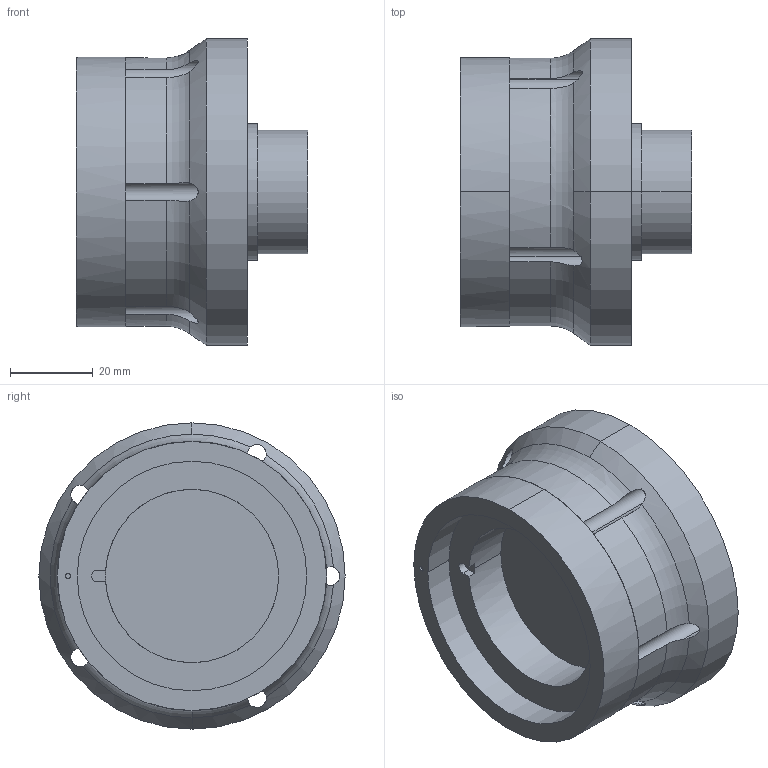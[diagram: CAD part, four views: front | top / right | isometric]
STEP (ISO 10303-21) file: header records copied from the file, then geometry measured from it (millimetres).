
FILE_DESCRIPTION (( 'STEP AP214' ), '1' );
FILE_NAME ('B4-Blackmagic.STEP', '2026-02-02T19:53:51', ( '' ), ( '' ), '', '', '' );
FILE_SCHEMA (( 'AUTOMOTIVE_DESIGN' ));
Length unit declared in the file: millimetre
Products named in the file (1): B4-Blackmagic
Bounding box: 56 x 74.2 x 74.2 mm (x, y, z)
Volume: 108295.7 mm3; surface area: 25590.8 mm2
Topology: 1 solids, 1 shells, 66 faces, 169 edges, 108 vertices
Faces by surface type: cylinder 35, plane 13, cone 12, torus 6
Entity records: 2262 total; most frequent: CARTESIAN_POINT 575, DIRECTION 371, ORIENTED_EDGE 338, EDGE_CURVE 169, AXIS2_PLACEMENT_3D 156, VERTEX_POINT 108, CIRCLE 89, EDGE_LOOP 79
